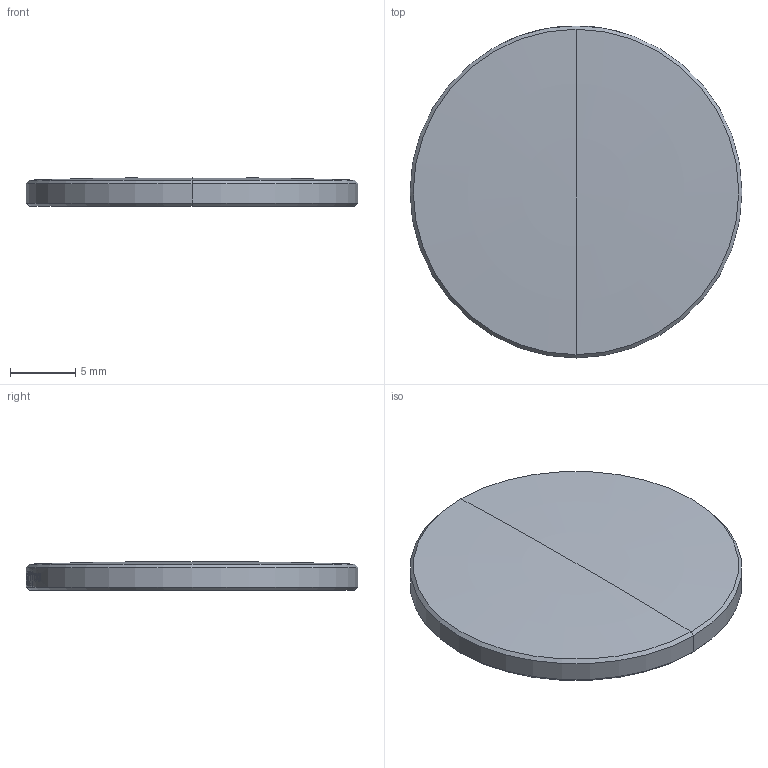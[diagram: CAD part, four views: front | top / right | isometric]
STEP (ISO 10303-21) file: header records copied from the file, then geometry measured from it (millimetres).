
FILE_DESCRIPTION (( 'STEP AP214' ), '1' );
FILE_NAME ('CTN015738-E0W.STEP', '2020-05-26T02:20:10', ( '' ), ( '' ), 'SwSTEP 2.0', 'SolidWorks 2018', '' );
FILE_SCHEMA (( 'AUTOMOTIVE_DESIGN' ));
Length unit declared in the file: millimetre
Products named in the file (1): CTN015738-E0W
Bounding box: 25.4 x 25.4 x 2.2 mm (x, y, z)
Volume: 1062.1 mm3; surface area: 1150.1 mm2
Topology: 1 solids, 1 shells, 26 faces, 190 edges, 181 vertices
Faces by surface type: cylinder 19, cone 4, torus 2, plane 1
Entity records: 3025 total; most frequent: CARTESIAN_POINT 1382, ORIENTED_EDGE 376, EDGE_CURVE 188, VERTEX_POINT 181, DIRECTION 156, B_SPLINE_CURVE_WITH_KNOTS 123, AXIS2_PLACEMENT_3D 64, EDGE_LOOP 43
